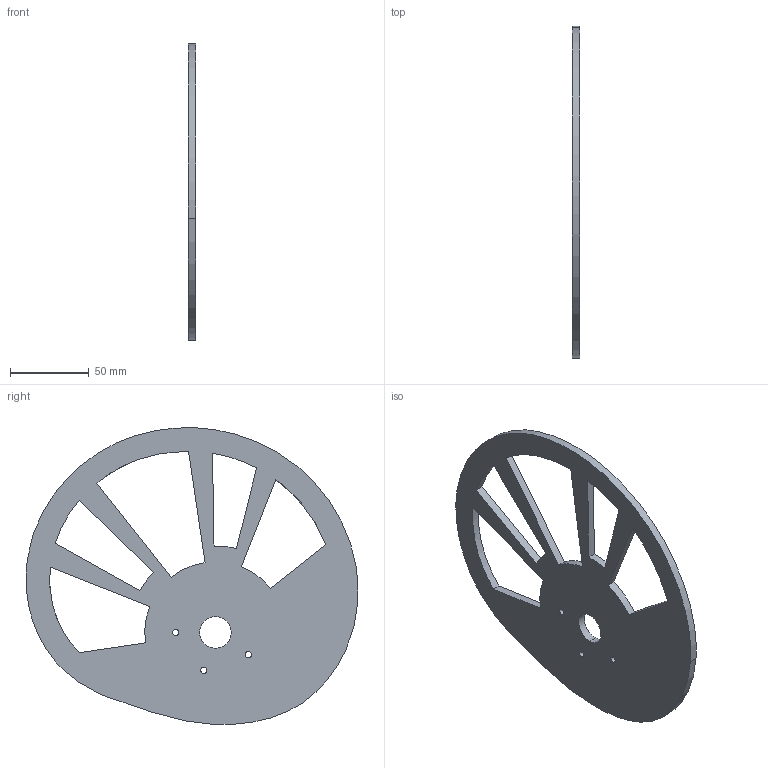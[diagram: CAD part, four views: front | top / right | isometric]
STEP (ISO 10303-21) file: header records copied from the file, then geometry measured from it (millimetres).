
FILE_DESCRIPTION (( 'STEP AP214' ), '1' );
FILE_NAME ('Cam2.3_v1.0.STEP', '2020-04-03T02:36:49', ( '' ), ( '' ), 'SwSTEP 2.0', 'SolidWorks 2020', '' );
FILE_SCHEMA (( 'AUTOMOTIVE_DESIGN' ));
Length unit declared in the file: millimetre
Products named in the file (1): Cam2.3_v1.0
Bounding box: 5 x 211.19 x 188.52 mm (x, y, z)
Volume: 105341.6 mm3; surface area: 50511.9 mm2
Topology: 1 solids, 1 shells, 32 faces, 90 edges, 60 vertices
Faces by surface type: cylinder 13, plane 12, bspline 7
Entity records: 1372 total; most frequent: CARTESIAN_POINT 494, ORIENTED_EDGE 180, DIRECTION 154, EDGE_CURVE 90, VERTEX_POINT 60, AXIS2_PLACEMENT_3D 52, VECTOR 50, LINE 50
